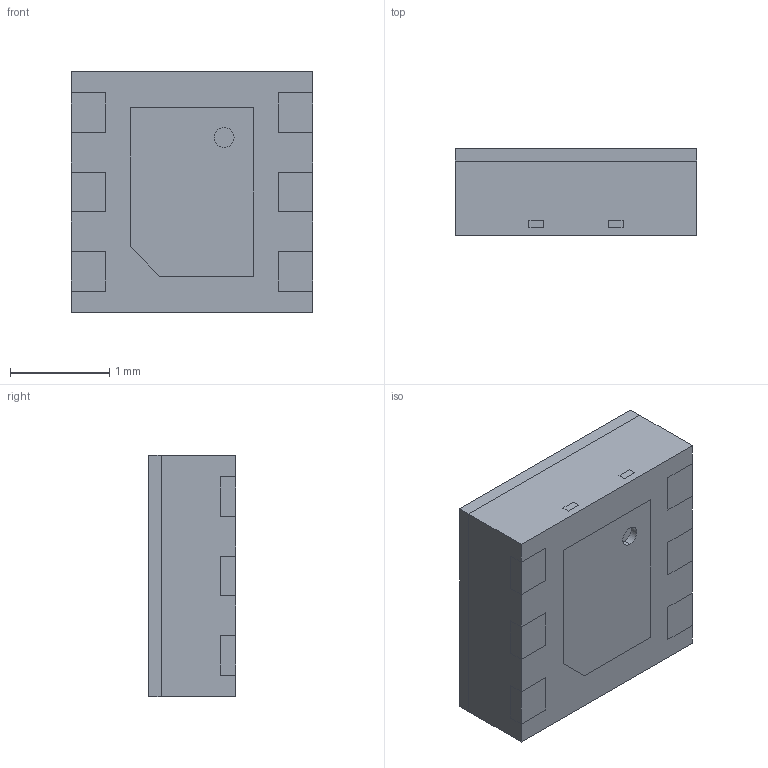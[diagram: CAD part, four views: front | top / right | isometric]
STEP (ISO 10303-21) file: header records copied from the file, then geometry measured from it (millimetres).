
FILE_DESCRIPTION (( 'STEP AP203' ), '1' );
FILE_NAME ('122023-00_Publikationsmodell SGPC11, SGPC3, SGP3x.step', '2017-08-02T12:22:14', ( 'IT' ), ( '' ), 'SwSTEP 2.0', 'SolidWorks 2015', '' );
FILE_SCHEMA (( 'CONFIG_CONTROL_DESIGN' ));
Length unit declared in the file: millimetre
Products named in the file (1): 122023-00_Publikationsmodell SGPC11, SGPC3, SGP3x
Bounding box: 2.44 x 0.88 x 2.44 mm (x, y, z)
Volume: 5 mm3; surface area: 41.3 mm2
Topology: 13 solids, 13 shells, 172 faces, 410 edges, 272 vertices
Faces by surface type: plane 159, cylinder 7, torus 4, cone 2
Entity records: 4945 total; most frequent: CARTESIAN_POINT 855, ORIENTED_EDGE 820, DIRECTION 782, EDGE_CURVE 410, VECTOR 384, LINE 384, VERTEX_POINT 272, AXIS2_PLACEMENT_3D 199
